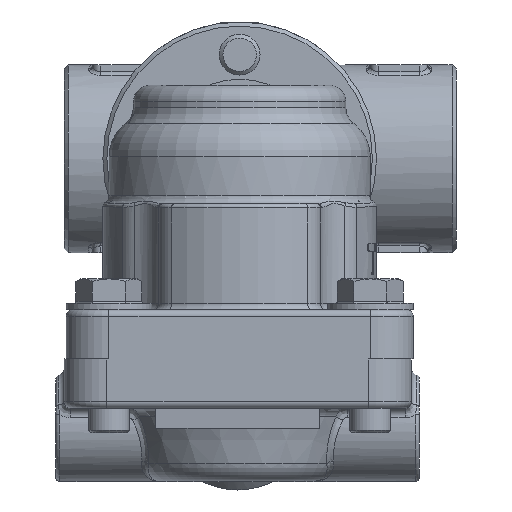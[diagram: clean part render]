
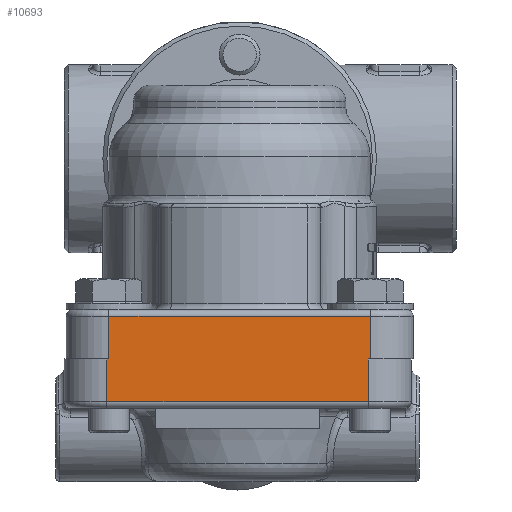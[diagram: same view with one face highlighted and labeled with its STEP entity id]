
A CAD part, left-side view. The second image highlights one B-rep face of the part: STEP entity #10693.
In plain terms, the highlighted planar face has unit normal (-1, 0, 0).
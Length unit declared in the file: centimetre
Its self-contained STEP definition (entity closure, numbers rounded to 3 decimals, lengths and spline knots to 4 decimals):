
#652=LINE('',#15947,#1100);
#653=LINE('',#15949,#1101);
#654=LINE('',#15951,#1102);
#655=LINE('',#15953,#1103);
#656=LINE('',#15955,#1104);
#657=LINE('',#15957,#1105);
#658=LINE('',#15959,#1106);
#659=LINE('',#15960,#1107);
#1100=VECTOR('',#12839,6.4);
#1101=VECTOR('',#12840,1.05);
#1102=VECTOR('',#12841,0.05);
#1103=VECTOR('',#12842,1.05);
#1104=VECTOR('',#12843,6.4);
#1105=VECTOR('',#12844,1.05);
#1106=VECTOR('',#12845,0.05);
#1107=VECTOR('',#12846,1.05);
#1714=PLANE('',#11461);
#2059=FACE_OUTER_BOUND('',#2817,.T.);
#2817=EDGE_LOOP('',(#6949,#6950,#6951,#6952,#6953,#6954,#6955,#6956));
#4345=VERTEX_POINT('',#15945);
#4346=VERTEX_POINT('',#15946);
#4347=VERTEX_POINT('',#15948);
#4348=VERTEX_POINT('',#15950);
#4349=VERTEX_POINT('',#15952);
#4350=VERTEX_POINT('',#15954);
#4351=VERTEX_POINT('',#15956);
#4352=VERTEX_POINT('',#15958);
#5329=EDGE_CURVE('',#4345,#4346,#652,.T.);
#5330=EDGE_CURVE('',#4347,#4345,#653,.T.);
#5331=EDGE_CURVE('',#4348,#4347,#654,.T.);
#5332=EDGE_CURVE('',#4348,#4349,#655,.T.);
#5333=EDGE_CURVE('',#4350,#4349,#656,.T.);
#5334=EDGE_CURVE('',#4351,#4350,#657,.T.);
#5335=EDGE_CURVE('',#4352,#4351,#658,.T.);
#5336=EDGE_CURVE('',#4346,#4352,#659,.T.);
#6949=ORIENTED_EDGE('',*,*,#5329,.F.);
#6950=ORIENTED_EDGE('',*,*,#5330,.F.);
#6951=ORIENTED_EDGE('',*,*,#5331,.F.);
#6952=ORIENTED_EDGE('',*,*,#5332,.T.);
#6953=ORIENTED_EDGE('',*,*,#5333,.F.);
#6954=ORIENTED_EDGE('',*,*,#5334,.F.);
#6955=ORIENTED_EDGE('',*,*,#5335,.F.);
#6956=ORIENTED_EDGE('',*,*,#5336,.F.);
#10693=ADVANCED_FACE('',(#2059),#1714,.T.);
#11461=AXIS2_PLACEMENT_3D('',#15944,#12837,#12838);
#12837=DIRECTION('center_axis',(-1.,0.,0.));
#12838=DIRECTION('ref_axis',(0.,0.,1.));
#12839=DIRECTION('',(0.,-1.,0.));
#12840=DIRECTION('',(0.,0.,1.));
#12841=DIRECTION('',(0.,-1.,0.));
#12842=DIRECTION('',(0.,0.,-1.));
#12843=DIRECTION('',(0.,1.,0.));
#12844=DIRECTION('',(0.,0.,-1.));
#12845=DIRECTION('',(0.,1.,0.));
#12846=DIRECTION('',(0.,0.,-1.));
#15944=CARTESIAN_POINT('Origin',(-7.0741,3.3071,-7.1379));
#15945=CARTESIAN_POINT('',(-7.0741,10.7571,-6.0879));
#15946=CARTESIAN_POINT('',(-7.0741,4.3571,-6.0879));
#15947=CARTESIAN_POINT('',(-7.0741,5.4321,-6.0879));
#15948=CARTESIAN_POINT('',(-7.0741,10.7571,-7.1379));
#15949=CARTESIAN_POINT('',(-7.0741,10.7571,-7.1379));
#15950=CARTESIAN_POINT('',(-7.0741,10.8071,-7.1379));
#15951=CARTESIAN_POINT('',(-7.0741,10.8071,-7.1379));
#15952=CARTESIAN_POINT('',(-7.0741,10.8071,-8.1879));
#15953=CARTESIAN_POINT('',(-7.0741,10.8071,-7.1379));
#15954=CARTESIAN_POINT('',(-7.0741,4.4071,-8.1879));
#15955=CARTESIAN_POINT('',(-7.0741,9.2071,-8.1879));
#15956=CARTESIAN_POINT('',(-7.0741,4.4071,-7.1379));
#15957=CARTESIAN_POINT('',(-7.0741,4.4071,-7.1379));
#15958=CARTESIAN_POINT('',(-7.0741,4.3571,-7.1379));
#15959=CARTESIAN_POINT('',(-7.0741,3.3071,-7.1379));
#15960=CARTESIAN_POINT('',(-7.0741,4.3571,-7.1379));
